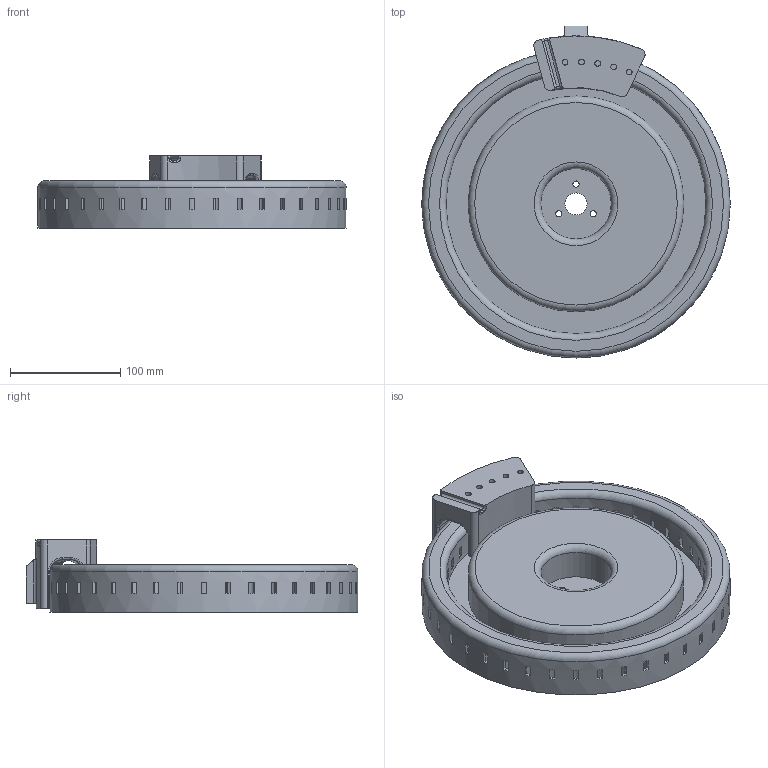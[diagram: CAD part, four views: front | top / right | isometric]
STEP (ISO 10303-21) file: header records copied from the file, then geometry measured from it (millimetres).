
FILE_DESCRIPTION(/* description */ (''),/* implementation_level */ '2;1');
FILE_NAME(/* name */ 'Wheel_old.stp',/* time_stamp */ '2021-04-27T19:51:25+02:00',/* author */ ('Christian'),/* organization */ (''),/* preprocessor_version */ 'ST-DEVELOPER v18.1',/* originating_system */ 'Autodesk Inventor 2021',/* authorisation */ '');
FILE_SCHEMA (('AUTOMOTIVE_DESIGN { 1 0 10303 214 3 1 1 }'));
Length unit declared in the file: millimetre
Products named in the file (1): Reagenzglasläufer finale Version mehr RGs
Bounding box: 280 x 301.5 x 65.5 mm (x, y, z)
Volume: 1430740 mm3; surface area: 414232.4 mm2
Topology: 2 solids, 2 shells, 652 faces, 1910 edges, 1270 vertices
Faces by surface type: plane 383, cylinder 153, sphere 100, torus 8, bspline 8
Full cylindrical faces by diameter (mm): 1.5 x3, 2.4 x1, 5 x1, 5.2 x5, 5.6 x3, 5.698 x1, 6.4 x6, 10.4 x5, 11 x1, 17 x100, 20 x1, 64 x1, 196 x1, 236 x1, 280 x1
Entity records: 23200 total; most frequent: CARTESIAN_POINT 4514, DIRECTION 4164, ORIENTED_EDGE 3620, EDGE_CURVE 1810, AXIS2_PLACEMENT_3D 1639, VERTEX_POINT 1270, CIRCLE 991, EDGE_LOOP 946
